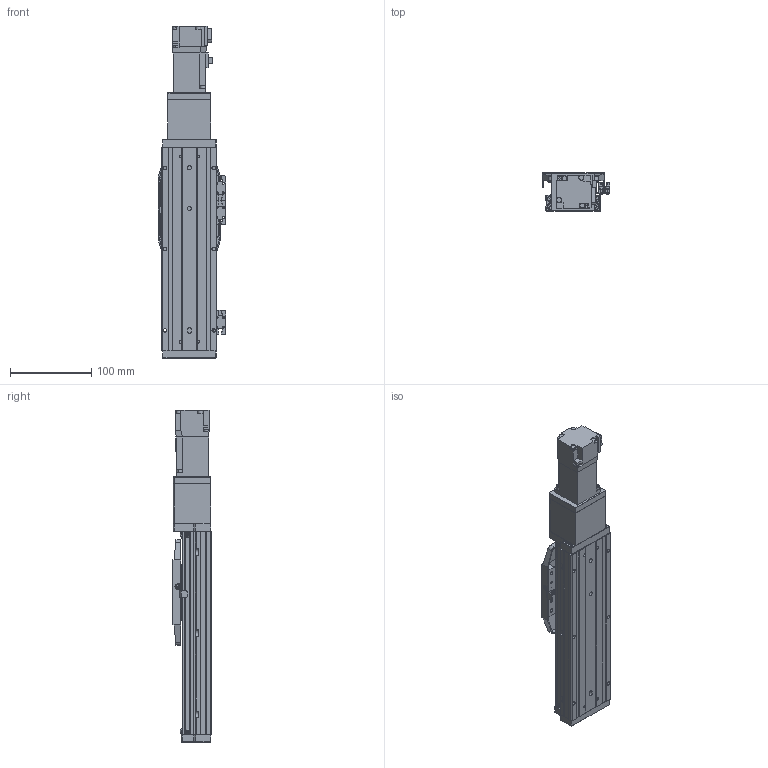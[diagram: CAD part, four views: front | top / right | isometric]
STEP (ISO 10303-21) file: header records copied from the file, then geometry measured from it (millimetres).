
FILE_DESCRIPTION (( 'STEP AP214' ), '1' );
FILE_NAME ('CTHA60-100-BC-M10-C4L.step', '2022-03-19T06:09:18', ( '微软用户' ), ( '微软中国' ), 'SwSTEP 2.0', 'SolidWorks 2020', '' );
FILE_SCHEMA (( 'AUTOMOTIVE_DESIGN' ));
Length unit declared in the file: millimetre
Products named in the file (19): CTHA60-005; CTHA60-002; CTHA60-017; GBT77-2000 M3×3; CTHA60-016; CTHA60-001_250; CTHA60-006; GB¨uT 70.2-M3¡Á6_M3¡Á6; CTHA60-031; CTHA60-021; GBT 70.1-M3℅6; CTHA60-027; CTHA60-004; HG-KR13（三菱）; EE_SX911P_R; CTHA60-100-BC-M10-C4L; GBT 70.1-M4×16; GBT 70.3-M3℅6; CTHA60-013
Assembly tree (57 placements, depth 2):
  CTHA60-100-BC-M10-C4L
    CTHA60-001_250
    CTHA60-004
    CTHA60-005
    GB¨uT 70.2-M3¡Á6_M3¡Á6  x10
    EE_SX911P_R  x3
    CTHA60-017  x3
    CTHA60-021  x2
    GBT 70.1-M4×16  x10
    GBT77-2000 M3×3  x6
    GBT 70.1-M3℅6  x6
    GBT 70.3-M3℅6  x6
    CTHA60-016  x2
    CTHA60-027
    CTHA60-013
    CTHA60-006
    HG-KR13（三菱）
    CTHA60-002
    CTHA60-031
Bounding box: 83.12 x 48 x 408.6 mm (x, y, z)
Volume: 754566.2 mm3; surface area: 216858.1 mm2
Topology: 59 solids, 59 shells, 2375 faces, 5629 edges, 3443 vertices
Faces by surface type: plane 1378, cylinder 525, cone 352, torus 96, sphere 24
Entity records: 36526 total; most frequent: CARTESIAN_POINT 6144, DIRECTION 6052, ORIENTED_EDGE 5838, EDGE_CURVE 2919, VECTOR 2148, LINE 2148, AXIS2_PLACEMENT_3D 1952, VERTEX_POINT 1840
